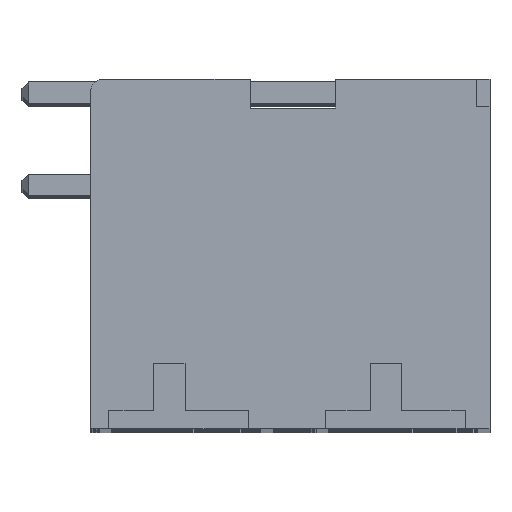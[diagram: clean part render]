
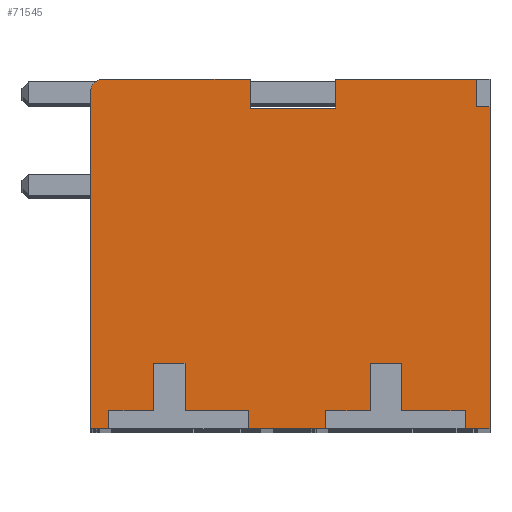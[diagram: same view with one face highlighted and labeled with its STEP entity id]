
A CAD part, top view. The second image highlights one B-rep face of the part: STEP entity #71545.
In plain terms, the highlighted planar face has unit normal (0, 0, 1).
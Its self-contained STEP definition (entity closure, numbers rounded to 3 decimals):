
#18970=DIRECTION('',(-1.,0.,0.));
#18971=VECTOR('',#18970,5.39);
#18972=CARTESIAN_POINT('',(11.703,13.3,33.7));
#18973=LINE('',#18972,#18971);
#19246=DIRECTION('',(0.,-1.,0.));
#19247=VECTOR('',#19246,1.092);
#19248=CARTESIAN_POINT('',(6.313,13.3,33.7));
#19249=LINE('',#19248,#19247);
#19382=DIRECTION('',(0.,1.,0.));
#19383=VECTOR('',#19382,1.092);
#19384=CARTESIAN_POINT('',(3.074,12.208,33.7));
#19385=LINE('',#19384,#19383);
#20094=DIRECTION('',(-1.,0.,0.));
#20095=VECTOR('',#20094,5.716);
#20096=CARTESIAN_POINT('',(3.074,13.3,33.7));
#20097=LINE('',#20096,#20095);
#20650=DIRECTION('',(0.,-1.,0.));
#20651=VECTOR('',#20650,0.02);
#20652=CARTESIAN_POINT('',(-2.641,13.3,33.7));
#20653=LINE('',#20652,#20651);
#24448=DIRECTION('',(-1.,0.,0.));
#24449=VECTOR('',#24448,3.238);
#24450=CARTESIAN_POINT('',(6.313,12.208,33.7));
#24451=LINE('',#24450,#24449);
#24452=DIRECTION('',(0.,1.,0.));
#24453=VECTOR('',#24452,0.7);
#24454=CARTESIAN_POINT('',(11.25,0.,33.7));
#24455=LINE('',#24454,#24453);
#24456=DIRECTION('',(1.,0.,0.));
#24457=VECTOR('',#24456,2.4);
#24458=CARTESIAN_POINT('',(8.85,0.7,33.7));
#24459=LINE('',#24458,#24457);
#24460=DIRECTION('',(0.,-1.,0.));
#24461=VECTOR('',#24460,1.8);
#24462=CARTESIAN_POINT('',(8.85,2.5,33.7));
#24463=LINE('',#24462,#24461);
#24464=DIRECTION('',(1.,0.,0.));
#24465=VECTOR('',#24464,1.2);
#24466=CARTESIAN_POINT('',(7.65,2.5,33.7));
#24467=LINE('',#24466,#24465);
#24468=DIRECTION('',(0.,1.,0.));
#24469=VECTOR('',#24468,1.8);
#24470=CARTESIAN_POINT('',(7.65,0.7,33.7));
#24471=LINE('',#24470,#24469);
#24472=DIRECTION('',(1.,0.,0.));
#24473=VECTOR('',#24472,1.7);
#24474=CARTESIAN_POINT('',(5.95,0.7,33.7));
#24475=LINE('',#24474,#24473);
#24476=DIRECTION('',(0.,1.,0.));
#24477=VECTOR('',#24476,0.7);
#24478=CARTESIAN_POINT('',(5.95,0.,33.7));
#24479=LINE('',#24478,#24477);
#24480=DIRECTION('',(-1.,0.,0.));
#24481=VECTOR('',#24480,2.95);
#24482=CARTESIAN_POINT('',(5.95,0.,33.7));
#24483=LINE('',#24482,#24481);
#24484=DIRECTION('',(0.,1.,0.));
#24485=VECTOR('',#24484,0.7);
#24486=CARTESIAN_POINT('',(3.,0.,33.7));
#24487=LINE('',#24486,#24485);
#24488=DIRECTION('',(1.,0.,0.));
#24489=VECTOR('',#24488,2.4);
#24490=CARTESIAN_POINT('',(0.6,0.7,33.7));
#24491=LINE('',#24490,#24489);
#24492=DIRECTION('',(0.,-1.,0.));
#24493=VECTOR('',#24492,1.8);
#24494=CARTESIAN_POINT('',(0.6,2.5,33.7));
#24495=LINE('',#24494,#24493);
#24496=DIRECTION('',(1.,0.,0.));
#24497=VECTOR('',#24496,1.2);
#24498=CARTESIAN_POINT('',(-0.6,2.5,33.7));
#24499=LINE('',#24498,#24497);
#24500=DIRECTION('',(0.,1.,0.));
#24501=VECTOR('',#24500,1.8);
#24502=CARTESIAN_POINT('',(-0.6,0.7,33.7));
#24503=LINE('',#24502,#24501);
#24504=DIRECTION('',(1.,0.,0.));
#24505=VECTOR('',#24504,1.7);
#24506=CARTESIAN_POINT('',(-2.3,0.7,33.7));
#24507=LINE('',#24506,#24505);
#24508=DIRECTION('',(0.,1.,0.));
#24509=VECTOR('',#24508,0.7);
#24510=CARTESIAN_POINT('',(-2.3,0.,33.7));
#24511=LINE('',#24510,#24509);
#24512=DIRECTION('',(-1.,0.,0.));
#24513=VECTOR('',#24512,0.7);
#24514=CARTESIAN_POINT('',(-2.3,0.,33.7));
#24515=LINE('',#24514,#24513);
#24516=DIRECTION('',(0.,1.,0.));
#24517=VECTOR('',#24516,12.8);
#24518=CARTESIAN_POINT('',(-3.,0.,33.7));
#24519=LINE('',#24518,#24517);
#24520=CARTESIAN_POINT('',(-2.5,12.8,33.7));
#24521=DIRECTION('',(0.,0.,-1.));
#24522=DIRECTION('',(-1.,0.,0.));
#24523=AXIS2_PLACEMENT_3D('',#24520,#24521,#24522);
#24525=DIRECTION('',(0.,-1.,0.));
#24526=VECTOR('',#24525,12.25);
#24527=CARTESIAN_POINT('',(12.2,12.25,33.7));
#24528=LINE('',#24527,#24526);
#24529=DIRECTION('',(-1.,0.,0.));
#24530=VECTOR('',#24529,0.95);
#24531=CARTESIAN_POINT('',(12.2,0.,33.7));
#24532=LINE('',#24531,#24530);
#24692=DIRECTION('',(0.,1.,0.));
#24693=VECTOR('',#24692,1.05);
#24694=CARTESIAN_POINT('',(11.703,12.25,33.7));
#24695=LINE('',#24694,#24693);
#24708=DIRECTION('',(-1.,0.,0.));
#24709=VECTOR('',#24708,0.497);
#24710=CARTESIAN_POINT('',(12.2,12.25,33.7));
#24711=LINE('',#24710,#24709);
#26866=CARTESIAN_POINT('',(-3.,0.,33.7));
#26867=VERTEX_POINT('',#26866);
#26948=CARTESIAN_POINT('',(12.2,12.25,33.7));
#26949=CARTESIAN_POINT('',(12.2,0.,33.7));
#26950=VERTEX_POINT('',#26948);
#26951=VERTEX_POINT('',#26949);
#26958=CARTESIAN_POINT('',(11.703,13.3,33.7));
#26959=VERTEX_POINT('',#26958);
#26960=CARTESIAN_POINT('',(6.313,13.3,33.7));
#26961=VERTEX_POINT('',#26960);
#26962=CARTESIAN_POINT('',(6.313,12.208,33.7));
#26963=VERTEX_POINT('',#26962);
#26972=CARTESIAN_POINT('',(3.074,12.208,33.7));
#26973=CARTESIAN_POINT('',(3.074,13.3,33.7));
#26974=VERTEX_POINT('',#26972);
#26975=VERTEX_POINT('',#26973);
#26984=CARTESIAN_POINT('',(-2.641,13.3,33.7));
#26985=VERTEX_POINT('',#26984);
#26986=CARTESIAN_POINT('',(-2.641,13.28,33.7));
#26987=VERTEX_POINT('',#26986);
#27016=CARTESIAN_POINT('',(-3.,12.8,33.7));
#27017=VERTEX_POINT('',#27016);
#27018=CARTESIAN_POINT('',(11.703,12.25,33.7));
#27019=VERTEX_POINT('',#27018);
#27262=CARTESIAN_POINT('',(11.25,0.7,33.7));
#27263=VERTEX_POINT('',#27262);
#27264=CARTESIAN_POINT('',(11.25,0.,33.7));
#27265=VERTEX_POINT('',#27264);
#27266=CARTESIAN_POINT('',(5.95,0.,33.7));
#27267=VERTEX_POINT('',#27266);
#27268=CARTESIAN_POINT('',(5.95,0.7,33.7));
#27269=VERTEX_POINT('',#27268);
#27270=CARTESIAN_POINT('',(7.65,0.7,33.7));
#27271=VERTEX_POINT('',#27270);
#27272=CARTESIAN_POINT('',(7.65,2.5,33.7));
#27273=VERTEX_POINT('',#27272);
#27274=CARTESIAN_POINT('',(8.85,2.5,33.7));
#27275=VERTEX_POINT('',#27274);
#27276=CARTESIAN_POINT('',(8.85,0.7,33.7));
#27277=VERTEX_POINT('',#27276);
#27278=CARTESIAN_POINT('',(3.,0.,33.7));
#27279=VERTEX_POINT('',#27278);
#27280=CARTESIAN_POINT('',(-2.3,0.,33.7));
#27281=VERTEX_POINT('',#27280);
#27282=CARTESIAN_POINT('',(-2.3,0.7,33.7));
#27283=VERTEX_POINT('',#27282);
#27284=CARTESIAN_POINT('',(-0.6,0.7,33.7));
#27285=VERTEX_POINT('',#27284);
#27286=CARTESIAN_POINT('',(-0.6,2.5,33.7));
#27287=VERTEX_POINT('',#27286);
#27288=CARTESIAN_POINT('',(0.6,2.5,33.7));
#27289=VERTEX_POINT('',#27288);
#27290=CARTESIAN_POINT('',(0.6,0.7,33.7));
#27291=VERTEX_POINT('',#27290);
#27292=CARTESIAN_POINT('',(3.,0.7,33.7));
#27293=VERTEX_POINT('',#27292);
#71492=CARTESIAN_POINT('',(0.,0.,33.7));
#71493=DIRECTION('',(0.,0.,1.));
#71494=DIRECTION('',(1.,0.,0.));
#71495=AXIS2_PLACEMENT_3D('',#71492,#71493,#71494);
#71496=PLANE('',#71495);
#71498=ORIENTED_EDGE('',*,*,#71497,.T.);
#71500=ORIENTED_EDGE('',*,*,#71499,.F.);
#71502=ORIENTED_EDGE('',*,*,#71501,.F.);
#71504=ORIENTED_EDGE('',*,*,#71503,.F.);
#71506=ORIENTED_EDGE('',*,*,#71505,.F.);
#71508=ORIENTED_EDGE('',*,*,#71507,.F.);
#71510=ORIENTED_EDGE('',*,*,#71509,.F.);
#71511=ORIENTED_EDGE('',*,*,#35513,.T.);
#71513=ORIENTED_EDGE('',*,*,#71512,.T.);
#71515=ORIENTED_EDGE('',*,*,#71514,.F.);
#71517=ORIENTED_EDGE('',*,*,#71516,.F.);
#71519=ORIENTED_EDGE('',*,*,#71518,.F.);
#71521=ORIENTED_EDGE('',*,*,#71520,.F.);
#71523=ORIENTED_EDGE('',*,*,#71522,.F.);
#71525=ORIENTED_EDGE('',*,*,#71524,.F.);
#71526=ORIENTED_EDGE('',*,*,#35505,.T.);
#71528=ORIENTED_EDGE('',*,*,#71527,.T.);
#71530=ORIENTED_EDGE('',*,*,#71529,.T.);
#71531=ORIENTED_EDGE('',*,*,#64478,.F.);
#71532=ORIENTED_EDGE('',*,*,#64448,.F.);
#71533=ORIENTED_EDGE('',*,*,#63063,.F.);
#71534=ORIENTED_EDGE('',*,*,#71487,.F.);
#71535=ORIENTED_EDGE('',*,*,#62761,.F.);
#71536=ORIENTED_EDGE('',*,*,#62746,.F.);
#71538=ORIENTED_EDGE('',*,*,#71537,.F.);
#71540=ORIENTED_EDGE('',*,*,#71539,.F.);
#71541=ORIENTED_EDGE('',*,*,#62404,.T.);
#71542=ORIENTED_EDGE('',*,*,#35521,.T.);
#71543=EDGE_LOOP('',(#71498,#71500,#71502,#71504,#71506,#71508,#71510,#71511,
#71513,#71515,#71517,#71519,#71521,#71523,#71525,#71526,#71528,#71530,#71531,
#71532,#71533,#71534,#71535,#71536,#71538,#71540,#71541,#71542));
#71544=FACE_OUTER_BOUND('',#71543,.F.);
#24524=CIRCLE('',#24523,0.5);
#35505=EDGE_CURVE('',#27281,#26867,#24515,.T.);
#35513=EDGE_CURVE('',#27267,#27279,#24483,.T.);
#35521=EDGE_CURVE('',#26951,#27265,#24532,.T.);
#62404=EDGE_CURVE('',#26950,#26951,#24528,.T.);
#62746=EDGE_CURVE('',#26959,#26961,#18973,.T.);
#62761=EDGE_CURVE('',#26961,#26963,#19249,.T.);
#63063=EDGE_CURVE('',#26974,#26975,#19385,.T.);
#64448=EDGE_CURVE('',#26975,#26985,#20097,.T.);
#64478=EDGE_CURVE('',#26985,#26987,#20653,.T.);
#71487=EDGE_CURVE('',#26963,#26974,#24451,.T.);
#71497=EDGE_CURVE('',#27265,#27263,#24455,.T.);
#71499=EDGE_CURVE('',#27277,#27263,#24459,.T.);
#71501=EDGE_CURVE('',#27275,#27277,#24463,.T.);
#71503=EDGE_CURVE('',#27273,#27275,#24467,.T.);
#71505=EDGE_CURVE('',#27271,#27273,#24471,.T.);
#71507=EDGE_CURVE('',#27269,#27271,#24475,.T.);
#71509=EDGE_CURVE('',#27267,#27269,#24479,.T.);
#71512=EDGE_CURVE('',#27279,#27293,#24487,.T.);
#71514=EDGE_CURVE('',#27291,#27293,#24491,.T.);
#71516=EDGE_CURVE('',#27289,#27291,#24495,.T.);
#71518=EDGE_CURVE('',#27287,#27289,#24499,.T.);
#71520=EDGE_CURVE('',#27285,#27287,#24503,.T.);
#71522=EDGE_CURVE('',#27283,#27285,#24507,.T.);
#71524=EDGE_CURVE('',#27281,#27283,#24511,.T.);
#71527=EDGE_CURVE('',#26867,#27017,#24519,.T.);
#71529=EDGE_CURVE('',#27017,#26987,#24524,.T.);
#71537=EDGE_CURVE('',#27019,#26959,#24695,.T.);
#71539=EDGE_CURVE('',#26950,#27019,#24711,.T.);
#71545=ADVANCED_FACE('',(#71544),#71496,.T.);
